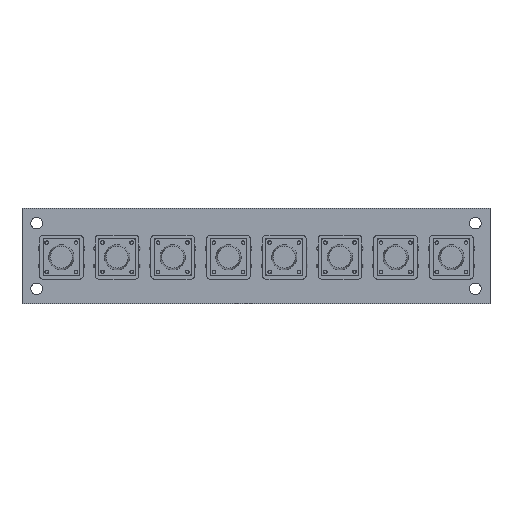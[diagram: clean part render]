
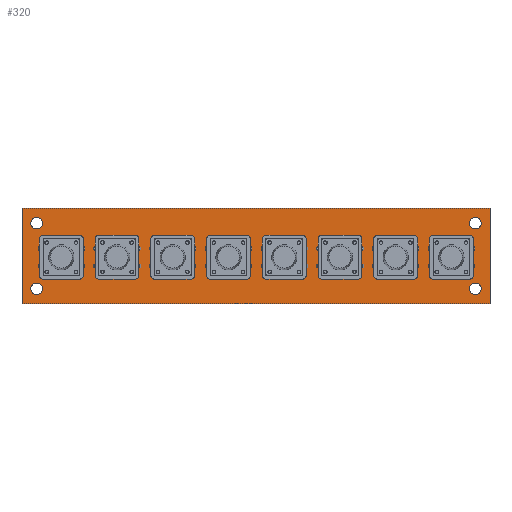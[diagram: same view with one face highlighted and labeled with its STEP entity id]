
A CAD part, top view. The second image highlights one B-rep face of the part: STEP entity #320.
In plain terms, the highlighted planar face has unit normal (0, 0, 1).
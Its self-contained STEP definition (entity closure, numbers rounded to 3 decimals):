
#69 = VERTEX_POINT('',#70);
#70 = CARTESIAN_POINT('',(0.,0.,0.));
#87 = VERTEX_POINT('',#88);
#88 = CARTESIAN_POINT('',(128.,0.,0.));
#94 = EDGE_CURVE('',#69,#87,#95,.T.);
#95 = LINE('',#96,#97);
#96 = CARTESIAN_POINT('',(0.,0.,0.));
#97 = VECTOR('',#98,1.);
#98 = DIRECTION('',(1.,0.,0.));
#118 = VERTEX_POINT('',#119);
#119 = CARTESIAN_POINT('',(128.,26.,0.));
#125 = EDGE_CURVE('',#87,#118,#126,.T.);
#126 = LINE('',#127,#128);
#127 = CARTESIAN_POINT('',(128.,0.,0.));
#128 = VECTOR('',#129,1.);
#129 = DIRECTION('',(0.,1.,0.));
#149 = VERTEX_POINT('',#150);
#150 = CARTESIAN_POINT('',(0.,26.,0.));
#156 = EDGE_CURVE('',#118,#149,#157,.T.);
#157 = LINE('',#158,#159);
#158 = CARTESIAN_POINT('',(128.,26.,0.));
#159 = VECTOR('',#160,1.);
#160 = DIRECTION('',(-1.,0.,0.));
#178 = EDGE_CURVE('',#149,#69,#179,.T.);
#179 = LINE('',#180,#181);
#180 = CARTESIAN_POINT('',(0.,26.,0.));
#181 = VECTOR('',#182,1.);
#182 = DIRECTION('',(0.,-1.,0.));
#193 = VERTEX_POINT('',#194);
#194 = CARTESIAN_POINT('',(5.6,22.,0.));
#210 = EDGE_CURVE('',#193,#193,#211,.T.);
#211 = CIRCLE('',#212,1.6);
#212 = AXIS2_PLACEMENT_3D('',#213,#214,#215);
#213 = CARTESIAN_POINT('',(4.,22.,0.));
#214 = DIRECTION('',(0.,0.,-1.));
#215 = DIRECTION('',(1.,0.,0.));
#226 = VERTEX_POINT('',#227);
#227 = CARTESIAN_POINT('',(5.6,4.,0.));
#243 = EDGE_CURVE('',#226,#226,#244,.T.);
#244 = CIRCLE('',#245,1.6);
#245 = AXIS2_PLACEMENT_3D('',#246,#247,#248);
#246 = CARTESIAN_POINT('',(4.,4.,0.));
#247 = DIRECTION('',(0.,0.,-1.));
#248 = DIRECTION('',(1.,0.,0.));
#259 = VERTEX_POINT('',#260);
#260 = CARTESIAN_POINT('',(125.6,22.,0.));
#276 = EDGE_CURVE('',#259,#259,#277,.T.);
#277 = CIRCLE('',#278,1.6);
#278 = AXIS2_PLACEMENT_3D('',#279,#280,#281);
#279 = CARTESIAN_POINT('',(124.,22.,0.));
#280 = DIRECTION('',(0.,0.,-1.));
#281 = DIRECTION('',(1.,0.,0.));
#292 = VERTEX_POINT('',#293);
#293 = CARTESIAN_POINT('',(125.6,4.,0.));
#309 = EDGE_CURVE('',#292,#292,#310,.T.);
#310 = CIRCLE('',#311,1.6);
#311 = AXIS2_PLACEMENT_3D('',#312,#313,#314);
#312 = CARTESIAN_POINT('',(124.,4.,0.));
#313 = DIRECTION('',(0.,0.,-1.));
#314 = DIRECTION('',(1.,0.,0.));
#320 = ADVANCED_FACE('',(#321,#327,#330,#333,#336),#339,.F.);
#321 = FACE_BOUND('',#322,.T.);
#322 = EDGE_LOOP('',(#323,#324,#325,#326));
#323 = ORIENTED_EDGE('',*,*,#94,.T.);
#324 = ORIENTED_EDGE('',*,*,#125,.T.);
#325 = ORIENTED_EDGE('',*,*,#156,.T.);
#326 = ORIENTED_EDGE('',*,*,#178,.T.);
#327 = FACE_BOUND('',#328,.T.);
#328 = EDGE_LOOP('',(#329));
#329 = ORIENTED_EDGE('',*,*,#210,.T.);
#330 = FACE_BOUND('',#331,.T.);
#331 = EDGE_LOOP('',(#332));
#332 = ORIENTED_EDGE('',*,*,#243,.T.);
#333 = FACE_BOUND('',#334,.T.);
#334 = EDGE_LOOP('',(#335));
#335 = ORIENTED_EDGE('',*,*,#276,.T.);
#336 = FACE_BOUND('',#337,.T.);
#337 = EDGE_LOOP('',(#338));
#338 = ORIENTED_EDGE('',*,*,#309,.T.);
#339 = PLANE('',#340);
#340 = AXIS2_PLACEMENT_3D('',#341,#342,#343);
#341 = CARTESIAN_POINT('',(0.,0.,0.));
#342 = DIRECTION('',(0.,0.,-1.));
#343 = DIRECTION('',(-1.,0.,0.));
